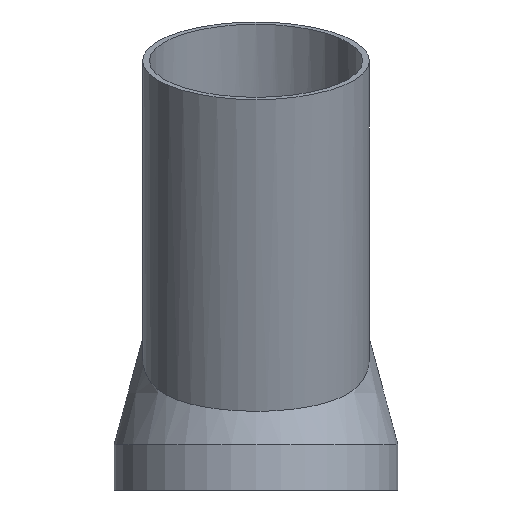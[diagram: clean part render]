
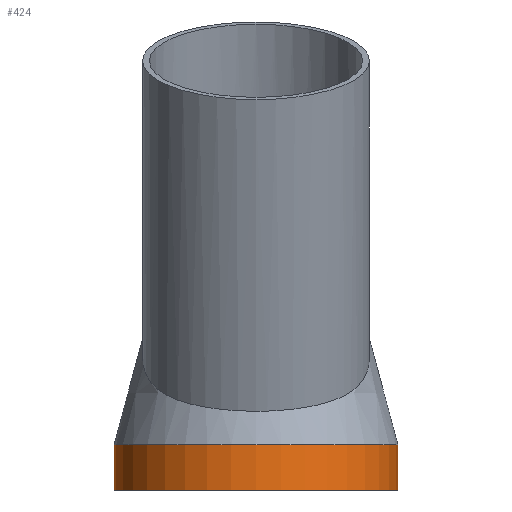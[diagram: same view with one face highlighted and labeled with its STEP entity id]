
A CAD part, front view. The second image highlights one B-rep face of the part: STEP entity #424.
In plain terms, the highlighted cylindrical face has radius 62.5 mm (diameter 125 mm), a full revolution.
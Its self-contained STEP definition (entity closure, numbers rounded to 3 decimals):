
#22 = VERTEX_POINT('',#23);
#23 = CARTESIAN_POINT('',(62.5,0.,0.));
#30 = EDGE_CURVE('',#22,#22,#31,.T.);
#31 = CIRCLE('',#32,62.5);
#32 = AXIS2_PLACEMENT_3D('',#33,#34,#35);
#33 = CARTESIAN_POINT('',(0.,0.,0.));
#34 = DIRECTION('',(0.,0.,1.));
#35 = DIRECTION('',(1.,0.,0.));
#424 = ADVANCED_FACE('',(#425),#444,.T.);
#425 = FACE_BOUND('',#426,.T.);
#426 = EDGE_LOOP('',(#427,#435,#442,#443));
#427 = ORIENTED_EDGE('',*,*,#428,.T.);
#428 = EDGE_CURVE('',#22,#429,#431,.T.);
#429 = VERTEX_POINT('',#430);
#430 = CARTESIAN_POINT('',(62.5,0.,-20.));
#431 = LINE('',#432,#433);
#432 = CARTESIAN_POINT('',(62.5,0.,0.));
#433 = VECTOR('',#434,1.);
#434 = DIRECTION('',(-0.,-0.,-1.));
#435 = ORIENTED_EDGE('',*,*,#436,.T.);
#436 = EDGE_CURVE('',#429,#429,#437,.T.);
#437 = CIRCLE('',#438,62.5);
#438 = AXIS2_PLACEMENT_3D('',#439,#440,#441);
#439 = CARTESIAN_POINT('',(0.,0.,-20.));
#440 = DIRECTION('',(0.,0.,1.));
#441 = DIRECTION('',(1.,0.,0.));
#442 = ORIENTED_EDGE('',*,*,#428,.F.);
#443 = ORIENTED_EDGE('',*,*,#30,.F.);
#444 = CYLINDRICAL_SURFACE('',#445,62.5);
#445 = AXIS2_PLACEMENT_3D('',#446,#447,#448);
#446 = CARTESIAN_POINT('',(0.,0.,0.));
#447 = DIRECTION('',(0.,0.,1.));
#448 = DIRECTION('',(1.,0.,0.));
